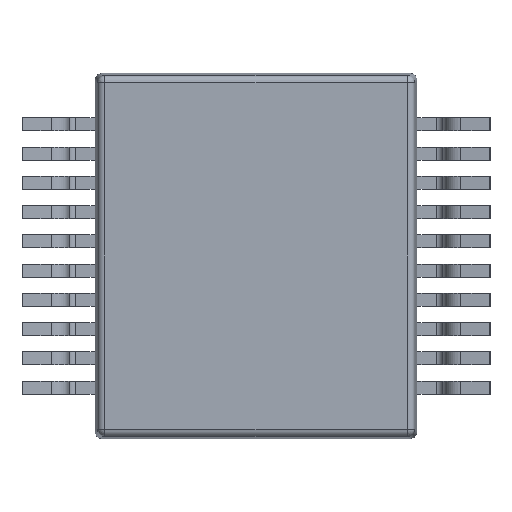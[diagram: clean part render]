
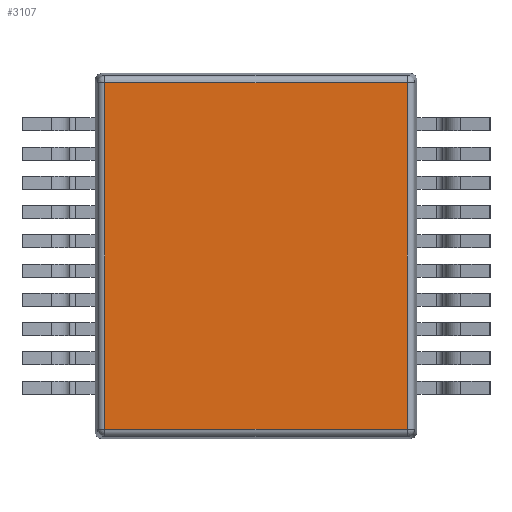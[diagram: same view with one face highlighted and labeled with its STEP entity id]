
A CAD part, front view. The second image highlights one B-rep face of the part: STEP entity #3107.
In plain terms, the highlighted planar face has unit normal (0, -1, 0).
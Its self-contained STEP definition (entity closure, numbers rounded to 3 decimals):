
#629 = VECTOR ( 'NONE', #9512, 1000. ) ;
#759 = PLANE ( 'NONE',  #2692 ) ;
#812 = DIRECTION ( 'NONE',  ( 0., 0., -1. ) ) ;
#1006 = LINE ( 'NONE', #2503, #4078 ) ;
#1880 = CARTESIAN_POINT ( 'NONE',  ( 2.069, 0.15, 2.369 ) ) ;
#2431 = LINE ( 'NONE', #3966, #629 ) ;
#2503 = CARTESIAN_POINT ( 'NONE',  ( 2.161, 0.15, -2.369 ) ) ;
#2692 = AXIS2_PLACEMENT_3D ( 'NONE', #3893, #5469, #812 ) ;
#2772 = LINE ( 'NONE', #6503, #8959 ) ;
#3107 = ADVANCED_FACE ( 'NONE', ( #7774 ), #759, .T. ) ;
#3362 = VERTEX_POINT ( 'NONE', #5106 ) ;
#3819 = ORIENTED_EDGE ( 'NONE', *, *, #8955, .T. ) ;
#3893 = CARTESIAN_POINT ( 'NONE',  ( 0., 0.15, 0. ) ) ;
#3966 = CARTESIAN_POINT ( 'NONE',  ( -2.069, 0.15, -2.461 ) ) ;
#4078 = VECTOR ( 'NONE', #4857, 1000. ) ;
#4117 = DIRECTION ( 'NONE',  ( 0., 0., 1. ) ) ;
#4259 = EDGE_LOOP ( 'NONE', ( #6989, #5805, #3819, #8670 ) ) ;
#4857 = DIRECTION ( 'NONE',  ( 1., 0., 0. ) ) ;
#5058 = VECTOR ( 'NONE', #5978, 1000. ) ;
#5106 = CARTESIAN_POINT ( 'NONE',  ( -2.069, 0.15, 2.369 ) ) ;
#5469 = DIRECTION ( 'NONE',  ( 0., -1., 0. ) ) ;
#5805 = ORIENTED_EDGE ( 'NONE', *, *, #7546, .T. ) ;
#5978 = DIRECTION ( 'NONE',  ( -1., 0., 0. ) ) ;
#6137 = LINE ( 'NONE', #8332, #5058 ) ;
#6503 = CARTESIAN_POINT ( 'NONE',  ( 2.069, 0.15, 2.461 ) ) ;
#6866 = VERTEX_POINT ( 'NONE', #1880 ) ;
#6989 = ORIENTED_EDGE ( 'NONE', *, *, #7808, .T. ) ;
#7546 = EDGE_CURVE ( 'NONE', #3362, #9921, #2431, .T. ) ;
#7680 = EDGE_CURVE ( 'NONE', #8902, #6866, #2772, .T. ) ;
#7774 = FACE_OUTER_BOUND ( 'NONE', #4259, .T. ) ;
#7808 = EDGE_CURVE ( 'NONE', #6866, #3362, #6137, .T. ) ;
#8332 = CARTESIAN_POINT ( 'NONE',  ( -2.161, 0.15, 2.369 ) ) ;
#8670 = ORIENTED_EDGE ( 'NONE', *, *, #7680, .T. ) ;
#8902 = VERTEX_POINT ( 'NONE', #9248 ) ;
#8955 = EDGE_CURVE ( 'NONE', #9921, #8902, #1006, .T. ) ;
#8959 = VECTOR ( 'NONE', #4117, 1000. ) ;
#9248 = CARTESIAN_POINT ( 'NONE',  ( 2.069, 0.15, -2.369 ) ) ;
#9512 = DIRECTION ( 'NONE',  ( 0., 0., -1. ) ) ;
#9921 = VERTEX_POINT ( 'NONE', #9984 ) ;
#9984 = CARTESIAN_POINT ( 'NONE',  ( -2.069, 0.15, -2.369 ) ) ;
